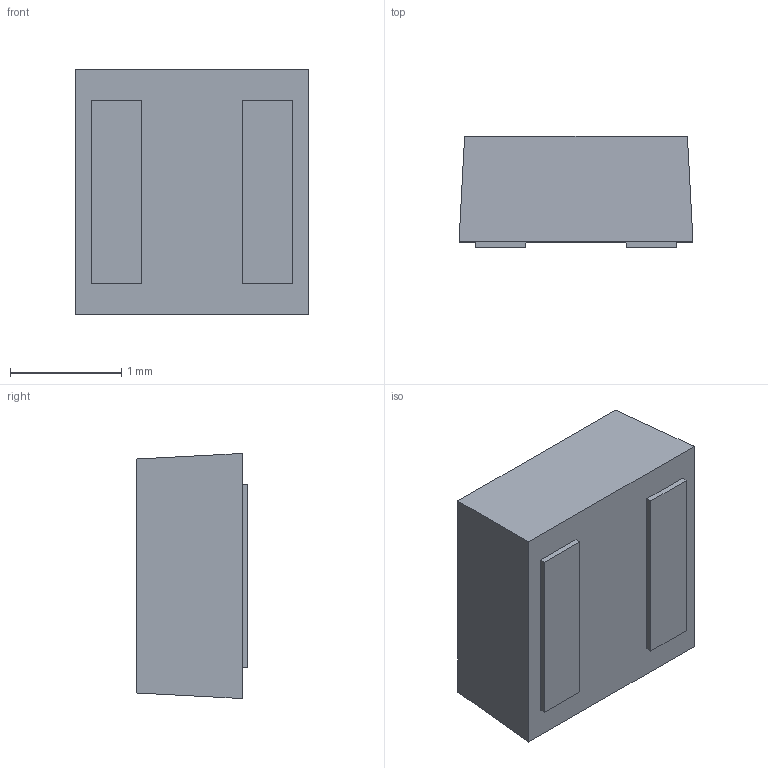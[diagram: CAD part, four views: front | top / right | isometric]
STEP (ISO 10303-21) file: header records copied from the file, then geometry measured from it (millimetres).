
FILE_DESCRIPTION (( 'STEP AP214' ), '1' );
FILE_NAME ('Coilcraft-XPL2010.STEP', '2018-12-19T14:10:14', ( '' ), ( '' ), 'SwSTEP 2.0', 'SolidWorks 2018', '' );
FILE_SCHEMA (( 'AUTOMOTIVE_DESIGN' ));
Length unit declared in the file: millimetre
Products named in the file (1): Coilcraft-XPL2010
Bounding box: 2.1 x 1 x 2.2 mm (x, y, z)
Volume: 4.3 mm3; surface area: 17.2 mm2
Topology: 1 solids, 1 shells, 17 faces, 38 edges, 26 vertices
Faces by surface type: plane 17
Entity records: 585 total; most frequent: CARTESIAN_POINT 92, ORIENTED_EDGE 76, DIRECTION 72, EDGE_CURVE 38, VECTOR 36, LINE 36, VERTEX_POINT 26, EDGE_LOOP 20
